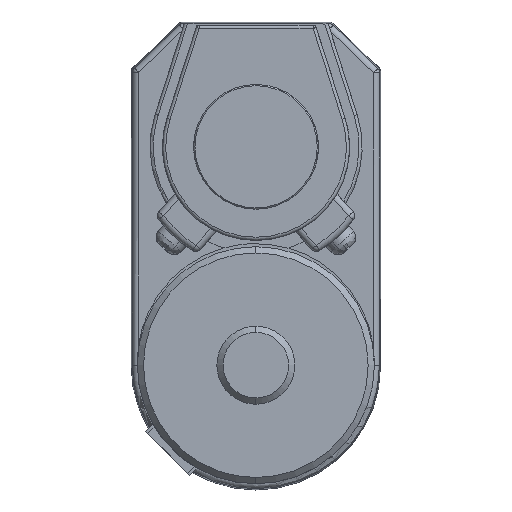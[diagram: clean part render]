
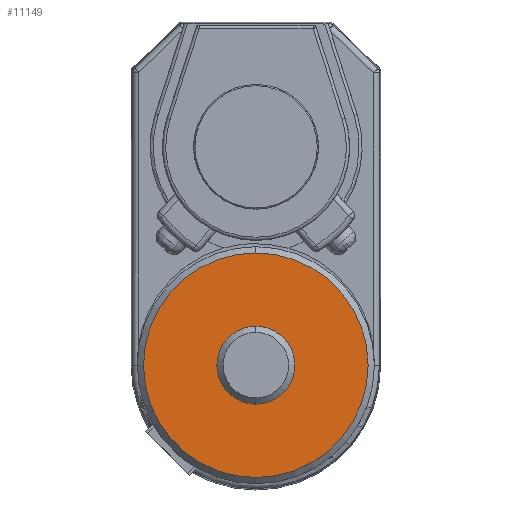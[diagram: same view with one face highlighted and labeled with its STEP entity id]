
A CAD part, left-side view. The second image highlights one B-rep face of the part: STEP entity #11149.
In plain terms, the highlighted face is planar.
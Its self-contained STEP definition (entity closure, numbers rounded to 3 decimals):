
#10304=CARTESIAN_POINT('',(0.,100.5,
0.));
#10305=DIRECTION('',(0.,1.,0.));
#10306=DIRECTION('',(0.,0.,1.));
#10307=AXIS2_PLACEMENT_3D('',#10304,#10305,#10306);
#10309=CARTESIAN_POINT('',(0.,100.5,
0.));
#10310=DIRECTION('',(0.,1.,0.));
#10311=DIRECTION('',(0.,0.,-1.));
#10312=AXIS2_PLACEMENT_3D('',#10309,#10310,#10311);
#10319=CARTESIAN_POINT('',(0.,100.5,0.));
#10320=DIRECTION('',(0.,1.,0.));
#10321=DIRECTION('',(0.,0.,-1.));
#10322=AXIS2_PLACEMENT_3D('',#10319,#10320,#10321);
#10351=CARTESIAN_POINT('',(0.,100.5,0.));
#10352=DIRECTION('',(0.,-1.,0.));
#10353=DIRECTION('',(0.,0.,-1.));
#10354=AXIS2_PLACEMENT_3D('',#10351,#10352,#10353);
#10899=CARTESIAN_POINT('',(0.,100.5,-6.25));
#10900=CARTESIAN_POINT('',(0.,100.5,6.25));
#10901=VERTEX_POINT('',#10899);
#10902=VERTEX_POINT('',#10900);
#11031=CARTESIAN_POINT('',(0.,100.5,18.));
#11032=CARTESIAN_POINT('',(0.,100.5,-18.));
#11033=VERTEX_POINT('',#11031);
#11034=VERTEX_POINT('',#11032);
#11133=CARTESIAN_POINT('',(0.,100.5,0.));
#11134=DIRECTION('',(0.,1.,0.));
#11135=DIRECTION('',(0.,0.,-1.));
#11136=AXIS2_PLACEMENT_3D('',#11133,#11134,#11135);
#11137=PLANE('',#11136);
#11139=ORIENTED_EDGE('',*,*,#11138,.F.);
#11140=ORIENTED_EDGE('',*,*,#11123,.F.);
#11141=EDGE_LOOP('',(#11139,#11140));
#11142=FACE_OUTER_BOUND('',#11141,.F.);
#11144=ORIENTED_EDGE('',*,*,#11143,.T.);
#11146=ORIENTED_EDGE('',*,*,#11145,.F.);
#11147=EDGE_LOOP('',(#11144,#11146));
#11148=FACE_BOUND('',#11147,.F.);
#10308=CIRCLE('',#10307,18.);
#10313=CIRCLE('',#10312,18.);
#10323=CIRCLE('',#10322,6.25);
#10355=CIRCLE('',#10354,6.25);
#11123=EDGE_CURVE('',#11034,#11033,#10313,.T.);
#11138=EDGE_CURVE('',#11033,#11034,#10308,.T.);
#11143=EDGE_CURVE('',#10901,#10902,#10323,.T.);
#11145=EDGE_CURVE('',#10901,#10902,#10355,.T.);
#11149=ADVANCED_FACE('',(#11142,#11148),#11137,.T.);
